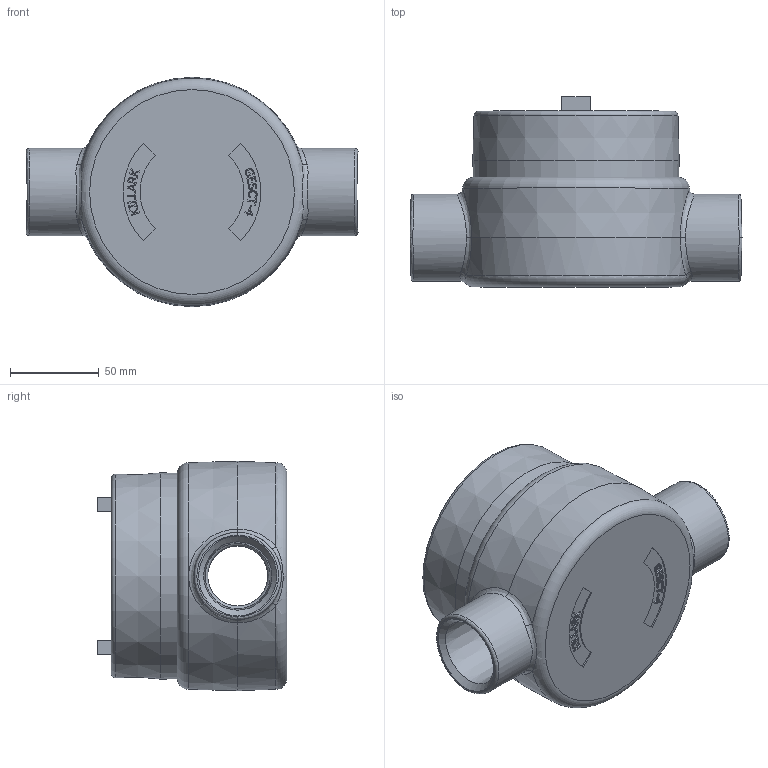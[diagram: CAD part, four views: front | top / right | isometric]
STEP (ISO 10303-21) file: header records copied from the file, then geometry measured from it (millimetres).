
FILE_DESCRIPTION(/* description */ (''),/* implementation_level */ '2;1');
FILE_NAME(/* name */ 'KIL_GESCT-4.stp',/* time_stamp */ '2021-04-16T12:24:32+06:00',/* author */ ('kr'),/* organization */ (''),/* preprocessor_version */ 'ST-DEVELOPER v18',/* originating_system */ 'Autodesk Inventor 2020',/* authorisation */ '');
FILE_SCHEMA (('AUTOMOTIVE_DESIGN { 1 0 10303 214 3 1 1 }'));
Length unit declared in the file: inch
Products named in the file (4): GESCT-4; 03979-2; 03979-2_1; 04056
Assembly tree (3 placements, depth 3):
  GESCT-4
    03979-2
      03979-2_1
    04056
Bounding box: 187.32 x 107.16 x 129.38 mm (x, y, z)
Volume: 551068.5 mm3; surface area: 145639 mm2
Topology: 2 solids, 2 shells, 667 faces, 1792 edges, 1183 vertices
Faces by surface type: plane 383, bspline 221, cylinder 26, cone 18, torus 15, sphere 4
Full cylindrical faces by diameter (mm): 4.762 x1, 33.884 x2, 44.45 x1, 49.212 x2, 98.044 x1, 103.048 x1
Entity records: 23818 total; most frequent: CARTESIAN_POINT 8388, ORIENTED_EDGE 3582, DIRECTION 2386, EDGE_CURVE 1791, LINE 1184, VECTOR 1184, VERTEX_POINT 1183, EDGE_LOOP 726
